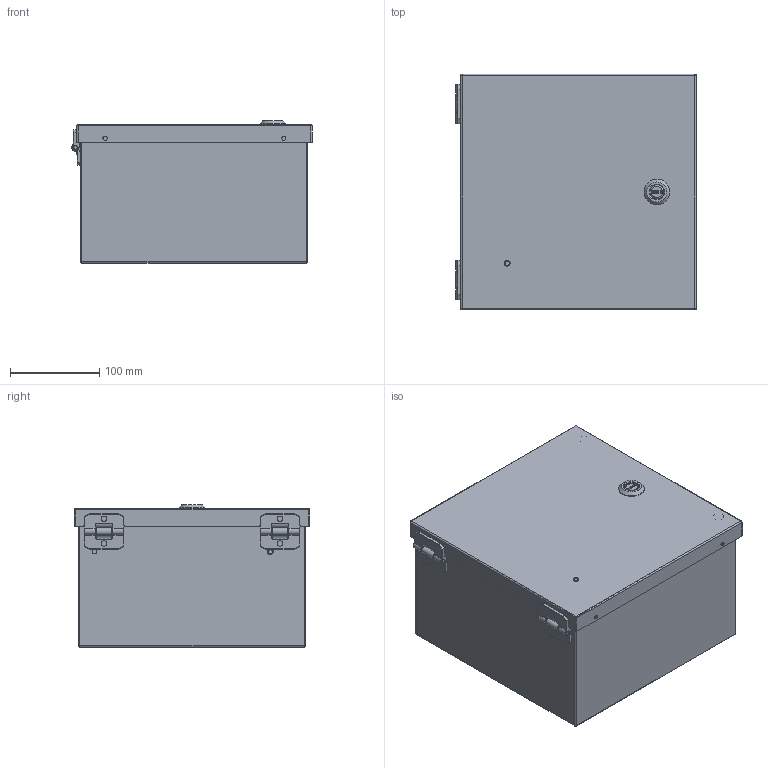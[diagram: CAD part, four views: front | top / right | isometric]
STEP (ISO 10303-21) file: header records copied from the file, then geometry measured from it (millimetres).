
FILE_DESCRIPTION (( 'STEP AP214' ), '1' );
FILE_NAME ('SCE-10N1006LP.STEP', '2021-01-13T17:48:21', ( '' ), ( '' ), 'SwSTEP 2.0', 'SolidWorks 2019', '' );
FILE_SCHEMA (( 'AUTOMOTIVE_DESIGN' ));
Length unit declared in the file: inch
Products named in the file (1): SCE-10N1006LP
Bounding box: 269.04 x 263.52 x 159.18 mm (x, y, z)
Volume: 590997.9 mm3; surface area: 746596.4 mm2
Topology: 31 solids, 31 shells, 1547 faces, 4111 edges, 2532 vertices
Faces by surface type: cylinder 645, plane 578, bspline 277, cone 27, sphere 16, torus 4
Full cylindrical faces by diameter (mm): 3.962 x2, 4.013 x6, 4.06 x4, 4.318 x4, 4.763 x4, 4.775 x2, 4.905 x3, 5.537 x2, 6.02 x4, 6.299 x4, 6.35 x4, 6.502 x2, 7.137 x4, 8.191 x2, 8.357 x4, 8.661 x4, 8.715 x4, 11.176 x1, 12.17 x4, 12.497 x4, 12.7 x2, 15.748 x1, 16.129 x1, 28.575 x2
Entity records: 79480 total; most frequent: CARTESIAN_POINT 23257, ORIENTED_EDGE 7624, DIRECTION 7005, EDGE_CURVE 3812, AXIS2_PLACEMENT_3D 2571, VERTEX_POINT 2488, VECTOR 1863, LINE 1863
